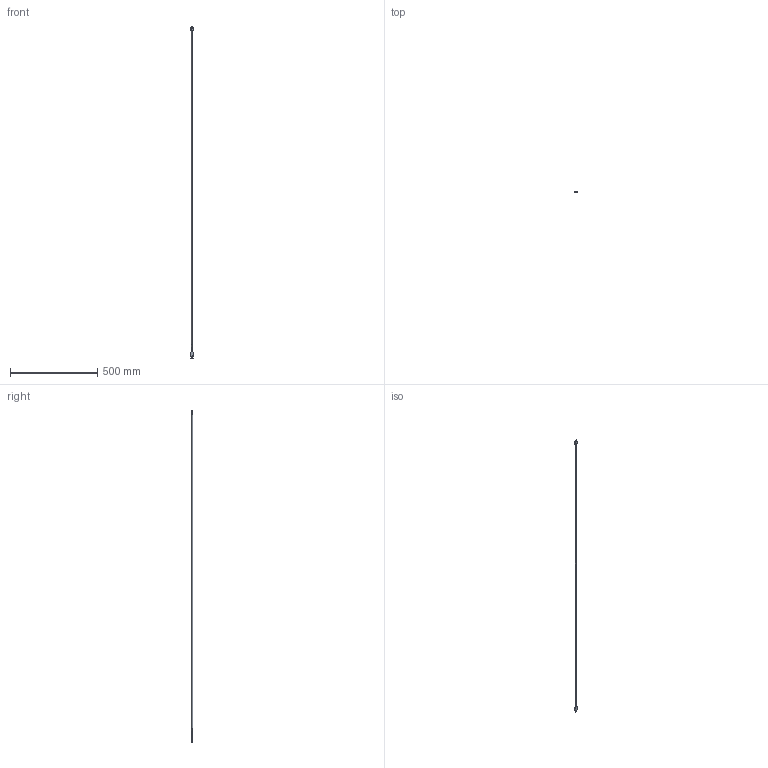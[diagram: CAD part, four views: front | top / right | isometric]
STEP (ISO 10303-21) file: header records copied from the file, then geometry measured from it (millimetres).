
FILE_DESCRIPTION (( 'STEP AP214' ), '1' );
FILE_NAME ('51420~0.STEP', '2018-01-04T14:46:35', ( '' ), ( '' ), 'SwSTEP 2.0', 'SolidWorks 2016', '' );
FILE_SCHEMA (( 'AUTOMOTIVE_DESIGN' ));
Length unit declared in the file: millimetre
Products named in the file (5): K_35125~0; K_30631~0_S; K_35093~0_S; 51420~0; K_35124~0_S
Assembly tree (4 placements, depth 2):
  51420~0
    K_35093~0_S
    K_35124~0_S
    K_30631~0_S
    K_35125~0
Bounding box: 14.99 x 7.11 x 1897.44 mm (x, y, z)
Volume: 57052.1 mm3; surface area: 38963.4 mm2
Topology: 4 solids, 4 shells, 381 faces, 950 edges, 604 vertices
Faces by surface type: plane 286, cylinder 81, sphere 10, cone 2, bspline 2
Entity records: 11947 total; most frequent: CARTESIAN_POINT 2350, ORIENTED_EDGE 1880, DIRECTION 1850, EDGE_CURVE 940, LINE 674, VECTOR 674, VERTEX_POINT 604, AXIS2_PLACEMENT_3D 588
